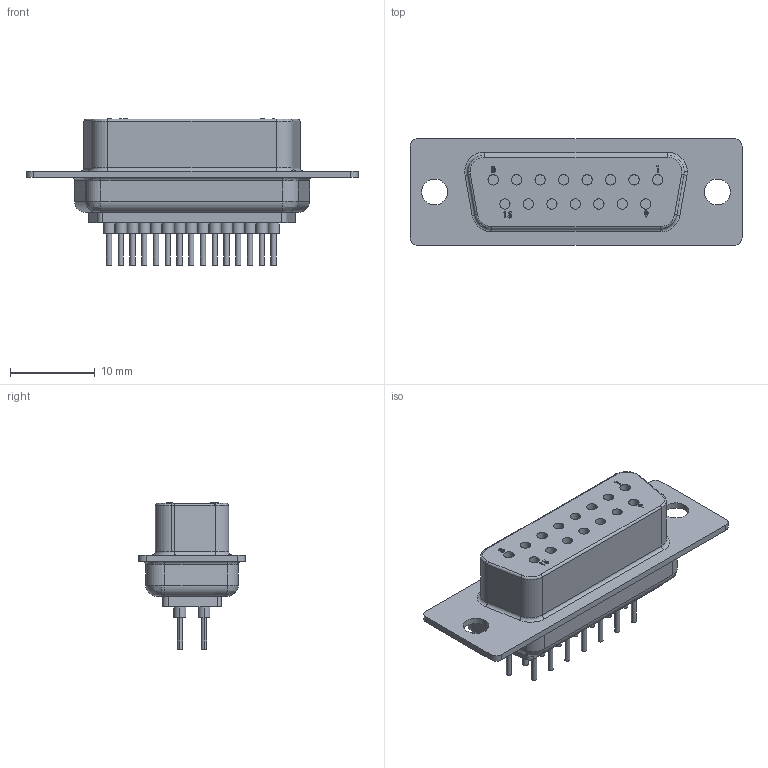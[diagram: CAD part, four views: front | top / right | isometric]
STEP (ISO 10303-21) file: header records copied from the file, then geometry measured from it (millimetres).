
FILE_DESCRIPTION (( 'STEP AP214' ), '1' );
FILE_NAME ('171-015-213.STEP', '2018-10-28T11:59:59', ( '' ), ( '' ), 'SwSTEP 2.0', 'SolidWorks 2016', '' );
FILE_SCHEMA (( 'AUTOMOTIVE_DESIGN' ));
Length unit declared in the file: millimetre
Products named in the file (1): 171-015-213
Bounding box: 39.14 x 12.6 x 17.24 mm (x, y, z)
Volume: 2939.3 mm3; surface area: 2275.8 mm2
Topology: 1 solids, 1 shells, 276 faces, 620 edges, 402 vertices
Faces by surface type: cylinder 128, plane 96, bspline 52
Entity records: 12269 total; most frequent: CARTESIAN_POINT 4520, DIRECTION 1241, ORIENTED_EDGE 1240, EDGE_CURVE 620, AXIS2_PLACEMENT_3D 483, VERTEX_POINT 402, EDGE_LOOP 336, FACE_OUTER_BOUND 276
